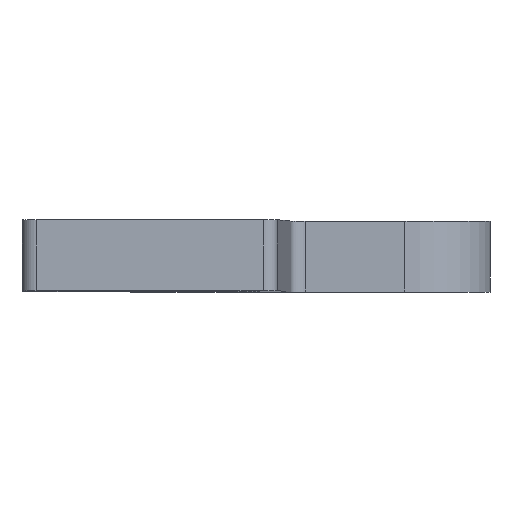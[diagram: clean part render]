
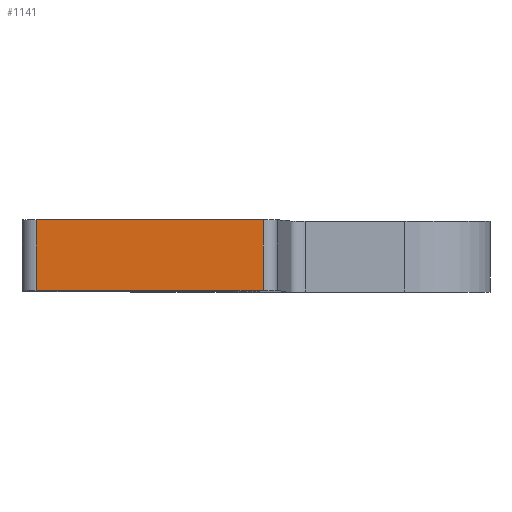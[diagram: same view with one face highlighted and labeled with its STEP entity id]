
A CAD part, top view. The second image highlights one B-rep face of the part: STEP entity #1141.
In plain terms, the highlighted planar face has unit normal (0, 0, 1).
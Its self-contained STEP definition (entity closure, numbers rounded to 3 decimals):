
#57=PLANE('',#1280);
#114=FACE_OUTER_BOUND('',#188,.T.);
#188=EDGE_LOOP('',(#971,#972,#973,#974));
#219=LINE('',#1696,#313);
#286=LINE('',#1944,#380);
#287=LINE('',#1947,#381);
#288=LINE('',#1948,#382);
#313=VECTOR('',#1337,10.);
#380=VECTOR('',#1606,10.);
#381=VECTOR('',#1609,10.);
#382=VECTOR('',#1610,10.);
#480=VERTEX_POINT('',#1693);
#481=VERTEX_POINT('',#1695);
#561=VERTEX_POINT('',#1942);
#562=VERTEX_POINT('',#1946);
#591=EDGE_CURVE('',#480,#481,#219,.T.);
#714=EDGE_CURVE('',#480,#561,#286,.T.);
#715=EDGE_CURVE('',#562,#561,#287,.T.);
#716=EDGE_CURVE('',#481,#562,#288,.T.);
#971=ORIENTED_EDGE('',*,*,#591,.F.);
#972=ORIENTED_EDGE('',*,*,#714,.T.);
#973=ORIENTED_EDGE('',*,*,#715,.F.);
#974=ORIENTED_EDGE('',*,*,#716,.F.);
#1141=ADVANCED_FACE('',(#114),#57,.T.);
#1280=AXIS2_PLACEMENT_3D('',#1945,#1607,#1608);
#1337=DIRECTION('',(-1.,0.,0.));
#1606=DIRECTION('',(0.,1.,0.));
#1607=DIRECTION('center_axis',(0.,0.,1.));
#1608=DIRECTION('ref_axis',(1.,0.,0.));
#1609=DIRECTION('',(1.,0.,0.));
#1610=DIRECTION('',(0.,1.,0.));
#1693=CARTESIAN_POINT('',(41.73,0.,60.02));
#1695=CARTESIAN_POINT('',(25.73,0.,60.02));
#1696=CARTESIAN_POINT('',(41.73,0.,60.02));
#1942=CARTESIAN_POINT('',(41.73,5.,60.02));
#1944=CARTESIAN_POINT('',(41.73,0.,60.02));
#1945=CARTESIAN_POINT('Origin',(25.73,0.,60.02));
#1946=CARTESIAN_POINT('',(25.73,5.,60.02));
#1947=CARTESIAN_POINT('',(41.73,5.,60.02));
#1948=CARTESIAN_POINT('',(25.73,0.,60.02));
